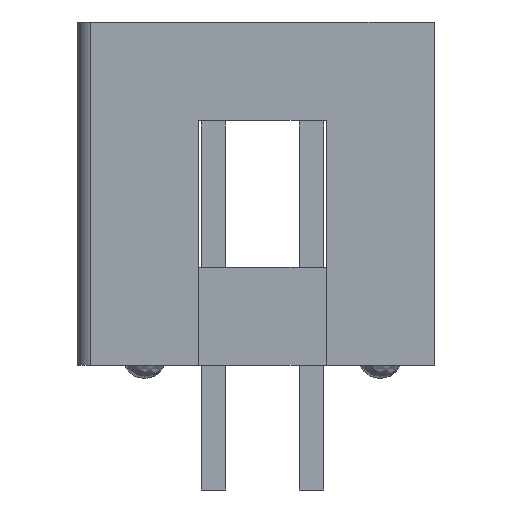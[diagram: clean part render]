
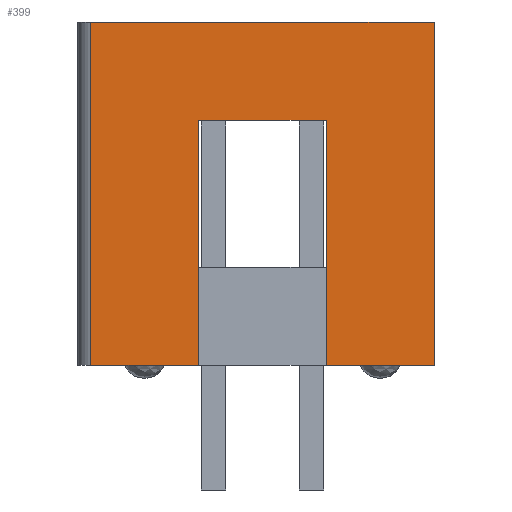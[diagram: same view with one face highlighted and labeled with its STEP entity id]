
A CAD part, left-side view. The second image highlights one B-rep face of the part: STEP entity #399.
In plain terms, the highlighted planar face has unit normal (-1, 0, 0).
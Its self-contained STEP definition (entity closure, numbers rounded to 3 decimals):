
#88 = CARTESIAN_POINT ( 'NONE',  ( -25.4, 1.651, -2.54 ) ) ;
#399 = ADVANCED_FACE ( 'NONE', ( #9404 ), #5375, .T. ) ;
#550 = DIRECTION ( 'NONE',  ( 0., 0., 1. ) ) ;
#782 = VERTEX_POINT ( 'NONE', #10838 ) ;
#851 = CARTESIAN_POINT ( 'NONE',  ( -25.4, -1.651, -8.89 ) ) ;
#886 = VERTEX_POINT ( 'NONE', #13155 ) ;
#916 = VECTOR ( 'NONE', #4123, 1000. ) ;
#1072 = LINE ( 'NONE', #3982, #12061 ) ;
#1222 = EDGE_CURVE ( 'NONE', #886, #1919, #9851, .T. ) ;
#1323 = CARTESIAN_POINT ( 'NONE',  ( -25.4, 1.651, -2.54 ) ) ;
#1488 = VECTOR ( 'NONE', #10259, 1000. ) ;
#1634 = VERTEX_POINT ( 'NONE', #1854 ) ;
#1661 = EDGE_CURVE ( 'NONE', #1919, #1634, #1072, .T. ) ;
#1681 = LINE ( 'NONE', #2591, #3934 ) ;
#1854 = CARTESIAN_POINT ( 'NONE',  ( -25.4, 4.445, 0. ) ) ;
#1919 = VERTEX_POINT ( 'NONE', #2230 ) ;
#2230 = CARTESIAN_POINT ( 'NONE',  ( -25.4, -4.445, 0. ) ) ;
#2284 = VECTOR ( 'NONE', #6753, 1000. ) ;
#2591 = CARTESIAN_POINT ( 'NONE',  ( -25.4, 1.651, -8.89 ) ) ;
#2625 = ORIENTED_EDGE ( 'NONE', *, *, #11332, .F. ) ;
#2660 = DIRECTION ( 'NONE',  ( 0., 0., 1. ) ) ;
#3004 = VECTOR ( 'NONE', #2660, 1000. ) ;
#3033 = CARTESIAN_POINT ( 'NONE',  ( -25.4, 4.445, 0. ) ) ;
#3227 = EDGE_CURVE ( 'NONE', #9952, #5046, #3694, .T. ) ;
#3315 = LINE ( 'NONE', #10970, #5747 ) ;
#3550 = EDGE_CURVE ( 'NONE', #886, #9952, #7973, .T. ) ;
#3694 = LINE ( 'NONE', #10366, #3004 ) ;
#3934 = VECTOR ( 'NONE', #550, 1000. ) ;
#3982 = CARTESIAN_POINT ( 'NONE',  ( -25.4, -4.445, 0. ) ) ;
#4123 = DIRECTION ( 'NONE',  ( 0., 0., 1. ) ) ;
#4132 = ORIENTED_EDGE ( 'NONE', *, *, #4599, .T. ) ;
#4173 = ORIENTED_EDGE ( 'NONE', *, *, #10019, .F. ) ;
#4338 = LINE ( 'NONE', #88, #9148 ) ;
#4599 = EDGE_CURVE ( 'NONE', #782, #7015, #1681, .T. ) ;
#5046 = VERTEX_POINT ( 'NONE', #7946 ) ;
#5283 = ORIENTED_EDGE ( 'NONE', *, *, #13090, .T. ) ;
#5310 = CARTESIAN_POINT ( 'NONE',  ( -25.4, -4.445, -8.89 ) ) ;
#5375 = PLANE ( 'NONE',  #9806 ) ;
#5532 = DIRECTION ( 'NONE',  ( 0., -1., 0. ) ) ;
#5743 = CARTESIAN_POINT ( 'NONE',  ( -25.4, -4.445, -8.89 ) ) ;
#5747 = VECTOR ( 'NONE', #12375, 1000. ) ;
#6753 = DIRECTION ( 'NONE',  ( 0., 1., 0. ) ) ;
#7015 = VERTEX_POINT ( 'NONE', #1323 ) ;
#7183 = ORIENTED_EDGE ( 'NONE', *, *, #1661, .T. ) ;
#7647 = EDGE_LOOP ( 'NONE', ( #10469, #13534, #8281, #7183, #4173, #2625, #4132, #5283 ) ) ;
#7946 = CARTESIAN_POINT ( 'NONE',  ( -25.4, -1.651, -2.54 ) ) ;
#7973 = LINE ( 'NONE', #5743, #2284 ) ;
#8281 = ORIENTED_EDGE ( 'NONE', *, *, #1222, .T. ) ;
#9148 = VECTOR ( 'NONE', #5532, 1000. ) ;
#9404 = FACE_OUTER_BOUND ( 'NONE', #7647, .T. ) ;
#9806 = AXIS2_PLACEMENT_3D ( 'NONE', #3033, #10703, #14010 ) ;
#9851 = LINE ( 'NONE', #5310, #916 ) ;
#9952 = VERTEX_POINT ( 'NONE', #851 ) ;
#10019 = EDGE_CURVE ( 'NONE', #10287, #1634, #3315, .T. ) ;
#10212 = CARTESIAN_POINT ( 'NONE',  ( -25.4, 1.651, -8.89 ) ) ;
#10259 = DIRECTION ( 'NONE',  ( 0., 1., 0. ) ) ;
#10287 = VERTEX_POINT ( 'NONE', #10583 ) ;
#10366 = CARTESIAN_POINT ( 'NONE',  ( -25.4, -1.651, -8.89 ) ) ;
#10469 = ORIENTED_EDGE ( 'NONE', *, *, #3227, .F. ) ;
#10583 = CARTESIAN_POINT ( 'NONE',  ( -25.4, 4.445, -8.89 ) ) ;
#10703 = DIRECTION ( 'NONE',  ( -1., 0., 0. ) ) ;
#10838 = CARTESIAN_POINT ( 'NONE',  ( -25.4, 1.651, -8.89 ) ) ;
#10970 = CARTESIAN_POINT ( 'NONE',  ( -25.4, 4.445, -8.89 ) ) ;
#11332 = EDGE_CURVE ( 'NONE', #782, #10287, #14003, .T. ) ;
#11664 = DIRECTION ( 'NONE',  ( 0., 1., 0. ) ) ;
#12061 = VECTOR ( 'NONE', #11664, 1000. ) ;
#12375 = DIRECTION ( 'NONE',  ( 0., 0., 1. ) ) ;
#13090 = EDGE_CURVE ( 'NONE', #7015, #5046, #4338, .T. ) ;
#13155 = CARTESIAN_POINT ( 'NONE',  ( -25.4, -4.445, -8.89 ) ) ;
#13534 = ORIENTED_EDGE ( 'NONE', *, *, #3550, .F. ) ;
#14003 = LINE ( 'NONE', #10212, #1488 ) ;
#14010 = DIRECTION ( 'NONE',  ( 0., 0., 1. ) ) ;
